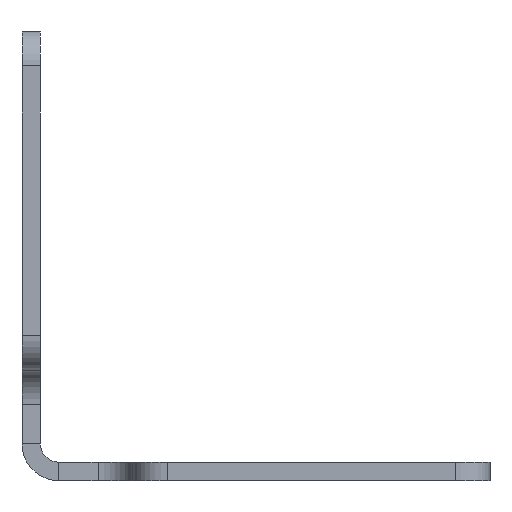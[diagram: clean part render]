
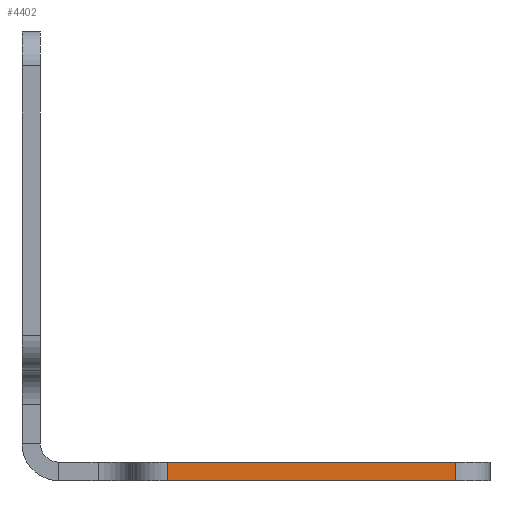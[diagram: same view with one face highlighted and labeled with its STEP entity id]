
A CAD part, front view. The second image highlights one B-rep face of the part: STEP entity #4402.
In plain terms, the highlighted planar face has unit normal (0, -1, 0).
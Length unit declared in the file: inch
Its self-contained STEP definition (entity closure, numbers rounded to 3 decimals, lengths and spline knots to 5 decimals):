
#1367=DIRECTION('',(0.,0.,-1.));
#1368=VECTOR('',#1367,0.10472);
#1369=CARTESIAN_POINT('',(0.82677,0.,0.));
#1370=LINE('',#1369,#1368);
#1371=DIRECTION('',(-1.,0.,0.));
#1372=VECTOR('',#1371,1.64173);
#1373=CARTESIAN_POINT('',(2.4685,0.,0.));
#1374=LINE('',#1373,#1372);
#1375=DIRECTION('',(0.,0.,-1.));
#1376=VECTOR('',#1375,0.10472);
#1377=CARTESIAN_POINT('',(2.4685,0.,0.));
#1378=LINE('',#1377,#1376);
#1379=DIRECTION('',(-1.,0.,0.));
#1380=VECTOR('',#1379,1.64173);
#1381=CARTESIAN_POINT('',(2.4685,0.,-0.10472));
#1382=LINE('',#1381,#1380);
#2733=CARTESIAN_POINT('',(0.82677,0.,-0.10472));
#2735=VERTEX_POINT('',#2733);
#2739=CARTESIAN_POINT('',(0.82677,0.,0.));
#2740=VERTEX_POINT('',#2739);
#2742=CARTESIAN_POINT('',(2.4685,0.,-0.10472));
#2744=VERTEX_POINT('',#2742);
#2745=CARTESIAN_POINT('',(2.4685,0.,0.));
#2746=VERTEX_POINT('',#2745);
#4390=CARTESIAN_POINT('',(1.4374,0.,-0.05236));
#4391=DIRECTION('',(0.,-1.,0.));
#4392=DIRECTION('',(-1.,0.,0.));
#4393=AXIS2_PLACEMENT_3D('',#4390,#4391,#4392);
#4394=PLANE('',#4393);
#4396=ORIENTED_EDGE('',*,*,#4395,.F.);
#4397=ORIENTED_EDGE('',*,*,#3962,.F.);
#4398=ORIENTED_EDGE('',*,*,#4383,.T.);
#4399=ORIENTED_EDGE('',*,*,#3538,.T.);
#4400=EDGE_LOOP('',(#4396,#4397,#4398,#4399));
#4401=FACE_OUTER_BOUND('',#4400,.F.);
#4402=ADVANCED_FACE('',(#4401),#4394,.T.);
#3538=EDGE_CURVE('',#2744,#2735,#1382,.T.);
#3962=EDGE_CURVE('',#2746,#2740,#1374,.T.);
#4383=EDGE_CURVE('',#2746,#2744,#1378,.T.);
#4395=EDGE_CURVE('',#2740,#2735,#1370,.T.);
